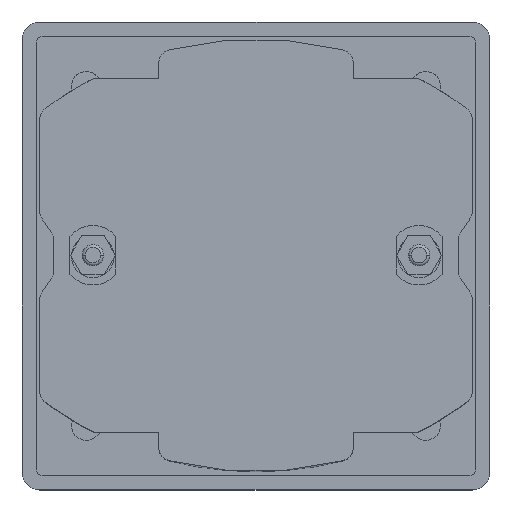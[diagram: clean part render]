
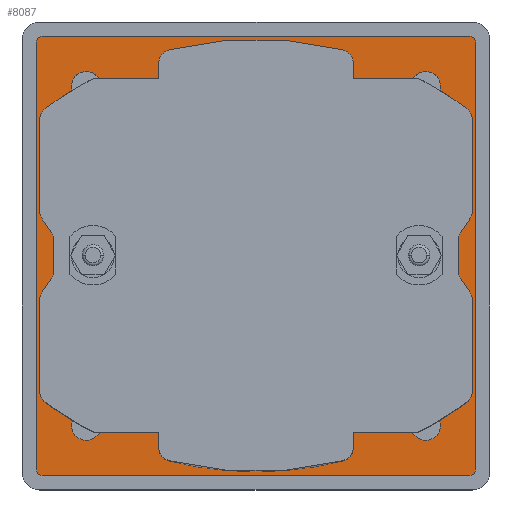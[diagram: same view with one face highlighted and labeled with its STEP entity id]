
A CAD part, top view. The second image highlights one B-rep face of the part: STEP entity #8087.
In plain terms, the highlighted planar face has unit normal (0, 0, 1).
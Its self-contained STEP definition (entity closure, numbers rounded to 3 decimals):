
#6770=CARTESIAN_POINT('',(54.971,40.035,-35.929));
#6771=DIRECTION('',(0.,0.,-1.));
#6772=DIRECTION('',(0.,1.,0.));
#6773=AXIS2_PLACEMENT_3D('',#6770,#6771,#6772);
#6778=DIRECTION('',(0.,-1.,0.));
#6779=VECTOR('',#6778,60.18);
#6780=CARTESIAN_POINT('',(55.974,40.035,-35.929));
#6781=LINE('',#6780,#6779);
#6785=CARTESIAN_POINT('',(54.971,-20.145,
-35.929));
#6786=DIRECTION('',(0.,0.,-1.));
#6787=DIRECTION('',(1.,0.,0.));
#6788=AXIS2_PLACEMENT_3D('',#6785,#6786,#6787);
#6793=DIRECTION('',(-1.,0.,0.));
#6794=VECTOR('',#6793,60.18);
#6795=CARTESIAN_POINT('',(54.971,-21.148,
-35.929));
#6796=LINE('',#6795,#6794);
#6800=CARTESIAN_POINT('',(-5.209,-20.145,
-35.929));
#6801=DIRECTION('',(0.,0.,-1.));
#6802=DIRECTION('',(0.,-1.,0.));
#6803=AXIS2_PLACEMENT_3D('',#6800,#6801,#6802);
#6808=DIRECTION('',(0.,1.,0.));
#6809=VECTOR('',#6808,60.18);
#6810=CARTESIAN_POINT('',(-6.212,-20.145,
-35.929));
#6811=LINE('',#6810,#6809);
#6815=CARTESIAN_POINT('',(-5.209,40.035,
-35.929));
#6816=DIRECTION('',(0.,0.,-1.));
#6817=DIRECTION('',(-1.,0.,0.));
#6818=AXIS2_PLACEMENT_3D('',#6815,#6816,#6817);
#6823=DIRECTION('',(1.,0.,0.));
#6824=VECTOR('',#6823,60.18);
#6825=CARTESIAN_POINT('',(-5.209,41.038,
-35.929));
#6826=LINE('',#6825,#6824);
#6830=CARTESIAN_POINT('',(24.881,9.945,-35.929));
#6831=DIRECTION('',(0.,0.,1.));
#6832=DIRECTION('',(1.,0.,0.));
#6833=AXIS2_PLACEMENT_3D('',#6830,#6831,#6832);
#6838=CARTESIAN_POINT('',(24.881,9.945,-35.929));
#6839=DIRECTION('',(0.,0.,1.));
#6840=DIRECTION('',(-1.,0.,0.));
#6841=AXIS2_PLACEMENT_3D('',#6838,#6839,#6840);
#6846=CARTESIAN_POINT('',(0.881,33.945,-35.929));
#6847=DIRECTION('',(0.,0.,1.));
#6848=DIRECTION('',(1.,0.,0.));
#6849=AXIS2_PLACEMENT_3D('',#6846,#6847,#6848);
#6854=CARTESIAN_POINT('',(0.881,33.945,-35.929));
#6855=DIRECTION('',(0.,0.,1.));
#6856=DIRECTION('',(-1.,0.,0.));
#6857=AXIS2_PLACEMENT_3D('',#6854,#6855,#6856);
#6862=CARTESIAN_POINT('',(48.881,33.945,-35.929));
#6863=DIRECTION('',(0.,0.,1.));
#6864=DIRECTION('',(1.,0.,0.));
#6865=AXIS2_PLACEMENT_3D('',#6862,#6863,#6864);
#6870=CARTESIAN_POINT('',(48.881,33.945,-35.929));
#6871=DIRECTION('',(0.,0.,1.));
#6872=DIRECTION('',(-1.,0.,0.));
#6873=AXIS2_PLACEMENT_3D('',#6870,#6871,#6872);
#6878=CARTESIAN_POINT('',(48.881,-14.055,
-35.929));
#6879=DIRECTION('',(0.,0.,1.));
#6880=DIRECTION('',(1.,0.,0.));
#6881=AXIS2_PLACEMENT_3D('',#6878,#6879,#6880);
#6886=CARTESIAN_POINT('',(48.881,-14.055,
-35.929));
#6887=DIRECTION('',(0.,0.,1.));
#6888=DIRECTION('',(-1.,0.,0.));
#6889=AXIS2_PLACEMENT_3D('',#6886,#6887,#6888);
#6894=CARTESIAN_POINT('',(0.881,-14.055,-35.929));
#6895=DIRECTION('',(0.,0.,1.));
#6896=DIRECTION('',(1.,0.,0.));
#6897=AXIS2_PLACEMENT_3D('',#6894,#6895,#6896);
#6902=CARTESIAN_POINT('',(0.881,-14.055,-35.929));
#6903=DIRECTION('',(0.,0.,1.));
#6904=DIRECTION('',(-1.,0.,0.));
#6905=AXIS2_PLACEMENT_3D('',#6902,#6903,#6904);
#7842=CARTESIAN_POINT('',(54.971,41.038,-35.929));
#7843=CARTESIAN_POINT('',(55.974,40.035,-35.929));
#7844=VERTEX_POINT('',#7842);
#7845=VERTEX_POINT('',#7843);
#7846=CARTESIAN_POINT('',(55.974,-20.145,
-35.929));
#7847=VERTEX_POINT('',#7846);
#7848=CARTESIAN_POINT('',(54.971,-21.148,
-35.929));
#7849=VERTEX_POINT('',#7848);
#7850=CARTESIAN_POINT('',(-5.209,-21.148,
-35.929));
#7851=VERTEX_POINT('',#7850);
#7852=CARTESIAN_POINT('',(-6.212,-20.145,
-35.929));
#7853=VERTEX_POINT('',#7852);
#7854=CARTESIAN_POINT('',(-6.212,40.035,
-35.929));
#7855=VERTEX_POINT('',#7854);
#7856=CARTESIAN_POINT('',(-5.209,41.038,
-35.929));
#7857=VERTEX_POINT('',#7856);
#7858=CARTESIAN_POINT('',(53.165,9.945,-35.929));
#7859=CARTESIAN_POINT('',(-3.404,9.945,
-35.929));
#7860=VERTEX_POINT('',#7858);
#7861=VERTEX_POINT('',#7859);
#7862=CARTESIAN_POINT('',(2.981,33.945,-35.929));
#7863=CARTESIAN_POINT('',(-1.219,33.945,
-35.929));
#7864=VERTEX_POINT('',#7862);
#7865=VERTEX_POINT('',#7863);
#7866=CARTESIAN_POINT('',(50.981,33.945,-35.929));
#7867=CARTESIAN_POINT('',(46.781,33.945,-35.929));
#7868=VERTEX_POINT('',#7866);
#7869=VERTEX_POINT('',#7867);
#7870=CARTESIAN_POINT('',(50.981,-14.055,
-35.929));
#7871=CARTESIAN_POINT('',(46.781,-14.055,
-35.929));
#7872=VERTEX_POINT('',#7870);
#7873=VERTEX_POINT('',#7871);
#7874=CARTESIAN_POINT('',(2.981,-14.055,
-35.929));
#7875=CARTESIAN_POINT('',(-1.219,-14.055,
-35.929));
#7876=VERTEX_POINT('',#7874);
#7877=VERTEX_POINT('',#7875);
#8034=CARTESIAN_POINT('',(57.98,43.044,-35.929));
#8035=DIRECTION('',(0.,0.,1.));
#8036=DIRECTION('',(1.,0.,0.));
#8037=AXIS2_PLACEMENT_3D('',#8034,#8035,#8036);
#8038=PLANE('',#8037);
#8040=ORIENTED_EDGE('',*,*,#8039,.T.);
#8042=ORIENTED_EDGE('',*,*,#8041,.T.);
#8044=ORIENTED_EDGE('',*,*,#8043,.T.);
#8046=ORIENTED_EDGE('',*,*,#8045,.T.);
#8048=ORIENTED_EDGE('',*,*,#8047,.T.);
#8050=ORIENTED_EDGE('',*,*,#8049,.T.);
#8052=ORIENTED_EDGE('',*,*,#8051,.T.);
#8054=ORIENTED_EDGE('',*,*,#8053,.T.);
#8055=EDGE_LOOP('',(#8040,#8042,#8044,#8046,#8048,#8050,#8052,#8054));
#8056=FACE_OUTER_BOUND('',#8055,.F.);
#8058=ORIENTED_EDGE('',*,*,#8057,.T.);
#8060=ORIENTED_EDGE('',*,*,#8059,.T.);
#8061=EDGE_LOOP('',(#8058,#8060));
#8062=FACE_BOUND('',#8061,.F.);
#8064=ORIENTED_EDGE('',*,*,#8063,.T.);
#8066=ORIENTED_EDGE('',*,*,#8065,.T.);
#8067=EDGE_LOOP('',(#8064,#8066));
#8068=FACE_BOUND('',#8067,.F.);
#8070=ORIENTED_EDGE('',*,*,#8069,.T.);
#8072=ORIENTED_EDGE('',*,*,#8071,.T.);
#8073=EDGE_LOOP('',(#8070,#8072));
#8074=FACE_BOUND('',#8073,.F.);
#8076=ORIENTED_EDGE('',*,*,#8075,.T.);
#8078=ORIENTED_EDGE('',*,*,#8077,.T.);
#8079=EDGE_LOOP('',(#8076,#8078));
#8080=FACE_BOUND('',#8079,.F.);
#8082=ORIENTED_EDGE('',*,*,#8081,.T.);
#8084=ORIENTED_EDGE('',*,*,#8083,.T.);
#8085=EDGE_LOOP('',(#8082,#8084));
#8086=FACE_BOUND('',#8085,.F.);
#6774=CIRCLE('',#6773,1.003);
#6789=CIRCLE('',#6788,1.003);
#6804=CIRCLE('',#6803,1.003);
#6819=CIRCLE('',#6818,1.003);
#6834=CIRCLE('',#6833,28.285);
#6842=CIRCLE('',#6841,28.285);
#6850=CIRCLE('',#6849,2.1);
#6858=CIRCLE('',#6857,2.1);
#6866=CIRCLE('',#6865,2.1);
#6874=CIRCLE('',#6873,2.1);
#6882=CIRCLE('',#6881,2.1);
#6890=CIRCLE('',#6889,2.1);
#6898=CIRCLE('',#6897,2.1);
#6906=CIRCLE('',#6905,2.1);
#8039=EDGE_CURVE('',#7844,#7845,#6774,.T.);
#8041=EDGE_CURVE('',#7845,#7847,#6781,.T.);
#8043=EDGE_CURVE('',#7847,#7849,#6789,.T.);
#8045=EDGE_CURVE('',#7849,#7851,#6796,.T.);
#8047=EDGE_CURVE('',#7851,#7853,#6804,.T.);
#8049=EDGE_CURVE('',#7853,#7855,#6811,.T.);
#8051=EDGE_CURVE('',#7855,#7857,#6819,.T.);
#8053=EDGE_CURVE('',#7857,#7844,#6826,.T.);
#8057=EDGE_CURVE('',#7860,#7861,#6834,.T.);
#8059=EDGE_CURVE('',#7861,#7860,#6842,.T.);
#8063=EDGE_CURVE('',#7864,#7865,#6850,.T.);
#8065=EDGE_CURVE('',#7865,#7864,#6858,.T.);
#8069=EDGE_CURVE('',#7868,#7869,#6866,.T.);
#8071=EDGE_CURVE('',#7869,#7868,#6874,.T.);
#8075=EDGE_CURVE('',#7872,#7873,#6882,.T.);
#8077=EDGE_CURVE('',#7873,#7872,#6890,.T.);
#8081=EDGE_CURVE('',#7876,#7877,#6898,.T.);
#8083=EDGE_CURVE('',#7877,#7876,#6906,.T.);
#8087=ADVANCED_FACE('',(#8056,#8062,#8068,#8074,#8080,#8086),#8038,.T.);
